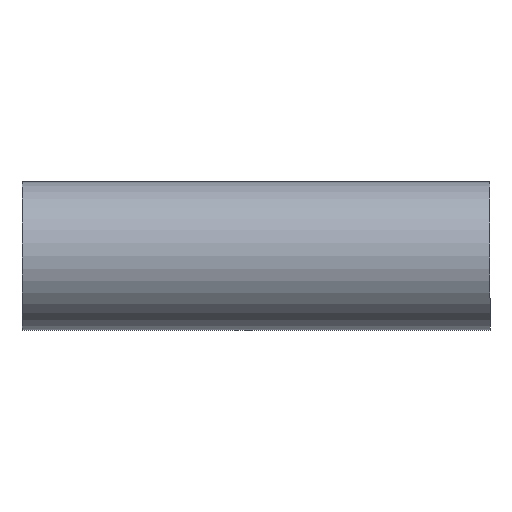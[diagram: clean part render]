
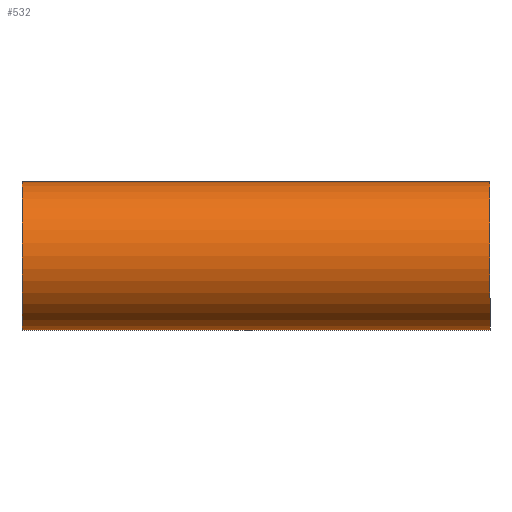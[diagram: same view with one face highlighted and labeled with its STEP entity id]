
A CAD part, top view. The second image highlights one B-rep face of the part: STEP entity #532.
In plain terms, the highlighted cylindrical face has radius 19.05 mm (diameter 38.1 mm), a partial arc.
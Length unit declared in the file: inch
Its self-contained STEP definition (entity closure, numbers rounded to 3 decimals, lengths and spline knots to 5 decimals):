
#13 = EDGE_CURVE ( 'NONE', #124, #94, #563, .T. ) ;
#20 = EDGE_CURVE ( 'NONE', #94, #669, #541, .T. ) ;
#42 = CARTESIAN_POINT ( 'NONE',  ( 0., -0.75, 0. ) ) ;
#94 = VERTEX_POINT ( 'NONE', #287 ) ;
#96 = ORIENTED_EDGE ( 'NONE', *, *, #13, .F. ) ;
#124 = VERTEX_POINT ( 'NONE', #189 ) ;
#158 = CARTESIAN_POINT ( 'NONE',  ( 0., -0.75, 0. ) ) ;
#179 = FACE_OUTER_BOUND ( 'NONE', #495, .T. ) ;
#181 = DIRECTION ( 'NONE',  ( 1., 0., 0. ) ) ;
#189 = CARTESIAN_POINT ( 'NONE',  ( -4.72441, 0.75, 0. ) ) ;
#276 = CARTESIAN_POINT ( 'NONE',  ( -4.72441, -0.75, 0. ) ) ;
#281 = DIRECTION ( 'NONE',  ( 1., 0., 0. ) ) ;
#287 = CARTESIAN_POINT ( 'NONE',  ( 0., 0.75, 0. ) ) ;
#337 = AXIS2_PLACEMENT_3D ( 'NONE', #592, #281, #494 ) ;
#360 = AXIS2_PLACEMENT_3D ( 'NONE', #645, #548, #544 ) ;
#395 = AXIS2_PLACEMENT_3D ( 'NONE', #440, #181, #566 ) ;
#405 = DIRECTION ( 'NONE',  ( 1., 0., 0. ) ) ;
#435 = VECTOR ( 'NONE', #644, 39.37008 ) ;
#440 = CARTESIAN_POINT ( 'NONE',  ( 0., 0., 0. ) ) ;
#454 = LINE ( 'NONE', #42, #526 ) ;
#458 = ORIENTED_EDGE ( 'NONE', *, *, #20, .F. ) ;
#470 = EDGE_CURVE ( 'NONE', #124, #567, #627, .T. ) ;
#494 = DIRECTION ( 'NONE',  ( 0., 1., 0. ) ) ;
#495 = EDGE_LOOP ( 'NONE', ( #564, #665, #458, #96 ) ) ;
#512 = CARTESIAN_POINT ( 'NONE',  ( 0., 0.75, 0. ) ) ;
#526 = VECTOR ( 'NONE', #405, 39.37008 ) ;
#532 = ADVANCED_FACE ( 'NONE', ( #179 ), #582, .T. ) ;
#541 = CIRCLE ( 'NONE', #395, 0.75 ) ;
#544 = DIRECTION ( 'NONE',  ( 0., 1., 0. ) ) ;
#548 = DIRECTION ( 'NONE',  ( 1., 0., 0. ) ) ;
#563 = LINE ( 'NONE', #512, #435 ) ;
#564 = ORIENTED_EDGE ( 'NONE', *, *, #470, .T. ) ;
#566 = DIRECTION ( 'NONE',  ( 0., 1., 0. ) ) ;
#567 = VERTEX_POINT ( 'NONE', #276 ) ;
#582 = CYLINDRICAL_SURFACE ( 'NONE', #360, 0.75 ) ;
#592 = CARTESIAN_POINT ( 'NONE',  ( -4.72441, 0., 0. ) ) ;
#627 = CIRCLE ( 'NONE', #337, 0.75 ) ;
#644 = DIRECTION ( 'NONE',  ( 1., 0., 0. ) ) ;
#645 = CARTESIAN_POINT ( 'NONE',  ( 0., 0., 0. ) ) ;
#656 = EDGE_CURVE ( 'NONE', #567, #669, #454, .T. ) ;
#665 = ORIENTED_EDGE ( 'NONE', *, *, #656, .T. ) ;
#669 = VERTEX_POINT ( 'NONE', #158 ) ;
